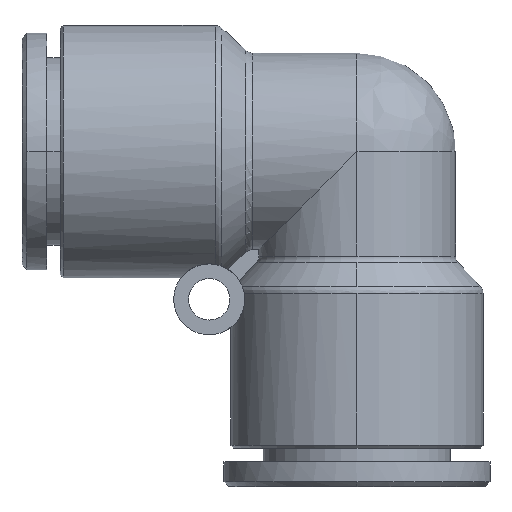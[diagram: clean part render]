
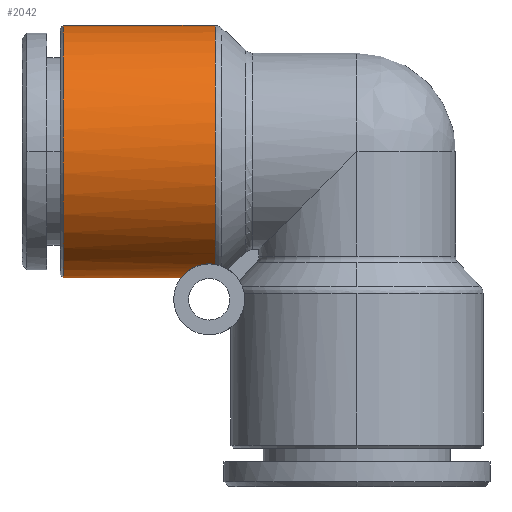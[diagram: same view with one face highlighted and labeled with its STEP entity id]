
A CAD part, front view. The second image highlights one B-rep face of the part: STEP entity #2042.
In plain terms, the highlighted cylindrical face has radius 12.8 mm (diameter 25.6 mm), a partial arc.
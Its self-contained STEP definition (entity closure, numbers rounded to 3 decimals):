
#228 = CARTESIAN_POINT ( 'NONE',  ( -17.35, -0.609, -12.8 ) ) ;
#259 = ORIENTED_EDGE ( 'NONE', *, *, #10844, .T. ) ;
#279 = VERTEX_POINT ( 'NONE', #4367 ) ;
#286 = CARTESIAN_POINT ( 'NONE',  ( -15.86, -5.271, -11.665 ) ) ;
#625 = CIRCLE ( 'NONE', #18293, 12.8 ) ;
#1262 = B_SPLINE_CURVE_WITH_KNOTS ( 'NONE', 3,
 ( #13802, #9587, #5395, #15286 ),
 .UNSPECIFIED., .F., .F.,
 ( 4, 4 ),
 ( -0.008, -0.007 ),
 .UNSPECIFIED. ) ;
#1768 = CIRCLE ( 'NONE', #18000, 12.8 ) ;
#1769 = CARTESIAN_POINT ( 'NONE',  ( -14.5, -5.821, -11.4 ) ) ;
#1809 = FACE_OUTER_BOUND ( 'NONE', #15981, .T. ) ;
#1884 = DIRECTION ( 'NONE',  ( 0., 0., -1. ) ) ;
#2042 = ADVANCED_FACE ( 'NONE', ( #1809 ), #9545, .T. ) ;
#2364 = DIRECTION ( 'NONE',  ( 1., 0., 0. ) ) ;
#2438 = VERTEX_POINT ( 'NONE', #18205 ) ;
#2543 = VECTOR ( 'NONE', #2364, 1000. ) ;
#2587 = DIRECTION ( 'NONE',  ( -1., 0., 0. ) ) ;
#3264 = CARTESIAN_POINT ( 'NONE',  ( -16.408, -4.599, -11.946 ) ) ;
#3453 = CARTESIAN_POINT ( 'NONE',  ( -20.5, 0., 0. ) ) ;
#3666 = AXIS2_PLACEMENT_3D ( 'NONE', #17044, #16990, #12937 ) ;
#3921 = CARTESIAN_POINT ( 'NONE',  ( -20.5, 0., -12.8 ) ) ;
#4016 = DIRECTION ( 'NONE',  ( 0., 0., -1. ) ) ;
#4150 = EDGE_CURVE ( 'NONE', #2438, #9928, #625, .T. ) ;
#4234 = VERTEX_POINT ( 'NONE', #16038 ) ;
#4367 = CARTESIAN_POINT ( 'NONE',  ( -14.5, -5.821, -11.4 ) ) ;
#4503 = CIRCLE ( 'NONE', #3666, 12.8 ) ;
#4539 = EDGE_CURVE ( 'NONE', #9698, #279, #1262, .T. ) ;
#4582 = CARTESIAN_POINT ( 'NONE',  ( -14.805, -5.801, -11.41 ) ) ;
#5010 = ORIENTED_EDGE ( 'NONE', *, *, #15731, .F. ) ;
#5065 = DIRECTION ( 'NONE',  ( 0., 0., -1. ) ) ;
#5339 = EDGE_CURVE ( 'NONE', #279, #9450, #14980, .T. ) ;
#5395 = CARTESIAN_POINT ( 'NONE',  ( -14.291, -5.821, -11.4 ) ) ;
#5935 = CARTESIAN_POINT ( 'NONE',  ( -16.157, -4.955, -11.802 ) ) ;
#5995 = CARTESIAN_POINT ( 'NONE',  ( -15.964, -5.171, -11.71 ) ) ;
#6703 = DIRECTION ( 'NONE',  ( 1., 0., 0. ) ) ;
#6742 = ORIENTED_EDGE ( 'NONE', *, *, #5339, .F. ) ;
#7298 = CARTESIAN_POINT ( 'NONE',  ( -16.481, -4.475, -11.993 ) ) ;
#7409 = CARTESIAN_POINT ( 'NONE',  ( -17.174, -2.404, -12.587 ) ) ;
#7861 = CARTESIAN_POINT ( 'NONE',  ( -20.5, 0., 12.8 ) ) ;
#8690 = CARTESIAN_POINT ( 'NONE',  ( -17.317, -1.218, -12.756 ) ) ;
#8762 = CARTESIAN_POINT ( 'NONE',  ( -14.654, -5.821, -11.4 ) ) ;
#8875 = CARTESIAN_POINT ( 'NONE',  ( -17.064, -2.983, -12.461 ) ) ;
#8954 = CARTESIAN_POINT ( 'NONE',  ( -29.3, -12.8, 0. ) ) ;
#9045 = ORIENTED_EDGE ( 'NONE', *, *, #4539, .F. ) ;
#9450 = VERTEX_POINT ( 'NONE', #14501 ) ;
#9545 = CYLINDRICAL_SURFACE ( 'NONE', #17898, 12.8 ) ;
#9587 = CARTESIAN_POINT ( 'NONE',  ( -14.089, -5.786, -11.418 ) ) ;
#9639 = CARTESIAN_POINT ( 'NONE',  ( -13.894, 0., 0. ) ) ;
#9698 = VERTEX_POINT ( 'NONE', #12451 ) ;
#9928 = VERTEX_POINT ( 'NONE', #8954 ) ;
#10119 = CARTESIAN_POINT ( 'NONE',  ( -15.241, -5.673, -11.474 ) ) ;
#10231 = CARTESIAN_POINT ( 'NONE',  ( -15.631, -5.455, -11.58 ) ) ;
#10368 = ORIENTED_EDGE ( 'NONE', *, *, #14624, .T. ) ;
#10755 = CARTESIAN_POINT ( 'NONE',  ( -29.3, 0., -12.8 ) ) ;
#10844 = EDGE_CURVE ( 'NONE', #9928, #13955, #4503, .T. ) ;
#11486 = CARTESIAN_POINT ( 'NONE',  ( -15.098, -5.728, -11.447 ) ) ;
#11658 = CARTESIAN_POINT ( 'NONE',  ( -17.35, 0., -12.8 ) ) ;
#11956 = DIRECTION ( 'NONE',  ( 1., 0., 0. ) ) ;
#12449 = EDGE_CURVE ( 'NONE', #9698, #4234, #1768, .T. ) ;
#12451 = CARTESIAN_POINT ( 'NONE',  ( -13.894, -5.719, -11.451 ) ) ;
#12937 = DIRECTION ( 'NONE',  ( 0., 0., -1. ) ) ;
#13323 = CARTESIAN_POINT ( 'NONE',  ( -29.3, 0., 0. ) ) ;
#13629 = LINE ( 'NONE', #7861, #2543 ) ;
#13802 = CARTESIAN_POINT ( 'NONE',  ( -13.894, -5.719, -11.451 ) ) ;
#13892 = VECTOR ( 'NONE', #6703, 1000. ) ;
#13955 = VERTEX_POINT ( 'NONE', #10755 ) ;
#14116 = LINE ( 'NONE', #3921, #13892 ) ;
#14501 = CARTESIAN_POINT ( 'NONE',  ( -17.35, 0., -12.8 ) ) ;
#14563 = CARTESIAN_POINT ( 'NONE',  ( -16.246, -4.84, -11.851 ) ) ;
#14624 = EDGE_CURVE ( 'NONE', #13955, #9450, #14116, .T. ) ;
#14980 = B_SPLINE_CURVE_WITH_KNOTS ( 'NONE', 3,
 ( #1769, #8762, #4582, #11486, #10119, #15976, #10231, #286, #5995, #5935, #14563, #3264, #7298, #15869, #15807, #8875, #7409, #8690, #228, #11658 ),
 .UNSPECIFIED., .F., .F.,
 ( 4, 2, 2, 2, 2, 2, 2, 2, 2, 4 ),
 ( -0.007, -0.007, -0.006, -0.006, -0.005, -0.005, -0.004, -0.004, -0.002, 0. ),
 .UNSPECIFIED. ) ;
#15286 = CARTESIAN_POINT ( 'NONE',  ( -14.5, -5.821, -11.4 ) ) ;
#15731 = EDGE_CURVE ( 'NONE', #2438, #4234, #13629, .T. ) ;
#15807 = CARTESIAN_POINT ( 'NONE',  ( -16.79, -3.823, -12.219 ) ) ;
#15869 = CARTESIAN_POINT ( 'NONE',  ( -16.681, -4.092, -12.131 ) ) ;
#15876 = DIRECTION ( 'NONE',  ( 1., 0., 0. ) ) ;
#15976 = CARTESIAN_POINT ( 'NONE',  ( -15.506, -5.537, -11.541 ) ) ;
#15981 = EDGE_LOOP ( 'NONE', ( #5010, #16086, #259, #10368, #6742, #9045, #17468 ) ) ;
#16038 = CARTESIAN_POINT ( 'NONE',  ( -13.894, 0., 12.8 ) ) ;
#16086 = ORIENTED_EDGE ( 'NONE', *, *, #4150, .T. ) ;
#16990 = DIRECTION ( 'NONE',  ( 1., 0., 0. ) ) ;
#17044 = CARTESIAN_POINT ( 'NONE',  ( -29.3, 0., 0. ) ) ;
#17468 = ORIENTED_EDGE ( 'NONE', *, *, #12449, .T. ) ;
#17898 = AXIS2_PLACEMENT_3D ( 'NONE', #3453, #15876, #5065 ) ;
#18000 = AXIS2_PLACEMENT_3D ( 'NONE', #9639, #2587, #4016 ) ;
#18205 = CARTESIAN_POINT ( 'NONE',  ( -29.3, 0., 12.8 ) ) ;
#18293 = AXIS2_PLACEMENT_3D ( 'NONE', #13323, #11956, #1884 ) ;
